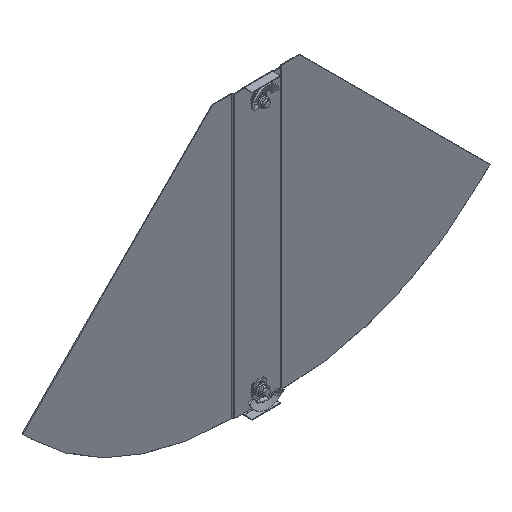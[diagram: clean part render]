
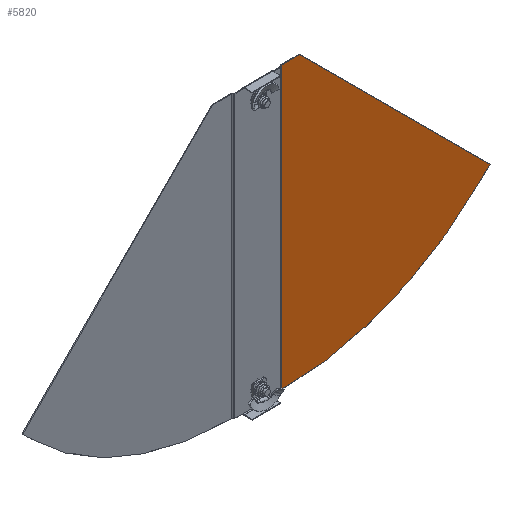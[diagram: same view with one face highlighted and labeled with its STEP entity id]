
A CAD part, isometric view. The second image highlights one B-rep face of the part: STEP entity #5820.
In plain terms, the highlighted planar face has unit normal (0, -1, 0).
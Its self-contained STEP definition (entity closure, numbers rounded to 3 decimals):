
#227 = VERTEX_POINT ( 'NONE', #6547 ) ;
#248 = LINE ( 'NONE', #7494, #6865 ) ;
#291 = LINE ( 'NONE', #2779, #2781 ) ;
#382 = ORIENTED_EDGE ( 'NONE', *, *, #4202, .T. ) ;
#397 = DIRECTION ( 'NONE',  ( 1., 0., 0. ) ) ;
#575 = EDGE_CURVE ( 'NONE', #7452, #3961, #2085, .T. ) ;
#616 = FACE_OUTER_BOUND ( 'NONE', #3429, .T. ) ;
#654 = CARTESIAN_POINT ( 'NONE',  ( 37., -1., -1. ) ) ;
#657 = CARTESIAN_POINT ( 'NONE',  ( 34.835, -1., -395. ) ) ;
#1266 = CARTESIAN_POINT ( 'NONE',  ( 61.2, -1., 0. ) ) ;
#1332 = DIRECTION ( 'NONE',  ( -0.707, 0., 0.707 ) ) ;
#1341 = ORIENTED_EDGE ( 'NONE', *, *, #2996, .T. ) ;
#1779 = PLANE ( 'NONE',  #7680 ) ;
#1865 = LINE ( 'NONE', #1266, #2565 ) ;
#2085 = CIRCLE ( 'NONE', #2294, 394. ) ;
#2090 = EDGE_CURVE ( 'NONE', #227, #5537, #1865, .T. ) ;
#2294 = AXIS2_PLACEMENT_3D ( 'NONE', #4911, #3656, #5467 ) ;
#2496 = CARTESIAN_POINT ( 'NONE',  ( 314.835, -1., -280.363 ) ) ;
#2518 = LINE ( 'NONE', #6239, #7632 ) ;
#2565 = VECTOR ( 'NONE', #3670, 1000. ) ;
#2627 = VERTEX_POINT ( 'NONE', #6828 ) ;
#2779 = CARTESIAN_POINT ( 'NONE',  ( 314.835, -1., -280.363 ) ) ;
#2781 = VECTOR ( 'NONE', #4707, 1000. ) ;
#2996 = EDGE_CURVE ( 'NONE', #2627, #227, #248, .T. ) ;
#3029 = DIRECTION ( 'NONE',  ( 0., 0., 1. ) ) ;
#3090 = EDGE_CURVE ( 'NONE', #5361, #5537, #2518, .T. ) ;
#3165 = ORIENTED_EDGE ( 'NONE', *, *, #3090, .F. ) ;
#3262 = VECTOR ( 'NONE', #397, 1000. ) ;
#3429 = EDGE_LOOP ( 'NONE', ( #382, #5339, #6459, #1341, #5245, #3165 ) ) ;
#3656 = DIRECTION ( 'NONE',  ( 0., -1., 0. ) ) ;
#3670 = DIRECTION ( 'NONE',  ( -1., 0., 0. ) ) ;
#3788 = CARTESIAN_POINT ( 'NONE',  ( 37., -1., -395. ) ) ;
#3961 = VERTEX_POINT ( 'NONE', #2496 ) ;
#4202 = EDGE_CURVE ( 'NONE', #5361, #7452, #7261, .T. ) ;
#4476 = DIRECTION ( 'NONE',  ( 0., 0., 1. ) ) ;
#4707 = DIRECTION ( 'NONE',  ( 0.707, 0., 0.707 ) ) ;
#4911 = CARTESIAN_POINT ( 'NONE',  ( 37., -1., -1. ) ) ;
#5245 = ORIENTED_EDGE ( 'NONE', *, *, #2090, .T. ) ;
#5269 = CARTESIAN_POINT ( 'NONE',  ( 34.835, -1., 0. ) ) ;
#5339 = ORIENTED_EDGE ( 'NONE', *, *, #575, .T. ) ;
#5361 = VERTEX_POINT ( 'NONE', #657 ) ;
#5467 = DIRECTION ( 'NONE',  ( 0., 0., 1. ) ) ;
#5528 = DIRECTION ( 'NONE',  ( 0., 1., 0. ) ) ;
#5537 = VERTEX_POINT ( 'NONE', #5269 ) ;
#5550 = EDGE_CURVE ( 'NONE', #3961, #2627, #291, .T. ) ;
#5820 = ADVANCED_FACE ( 'NONE', ( #616 ), #1779, .F. ) ;
#6239 = CARTESIAN_POINT ( 'NONE',  ( 34.835, -1., -1. ) ) ;
#6459 = ORIENTED_EDGE ( 'NONE', *, *, #5550, .T. ) ;
#6547 = CARTESIAN_POINT ( 'NONE',  ( 61.2, -1., 0. ) ) ;
#6828 = CARTESIAN_POINT ( 'NONE',  ( 328.199, -1., -266.999 ) ) ;
#6865 = VECTOR ( 'NONE', #1332, 1000. ) ;
#7261 = LINE ( 'NONE', #7853, #3262 ) ;
#7452 = VERTEX_POINT ( 'NONE', #3788 ) ;
#7494 = CARTESIAN_POINT ( 'NONE',  ( 328.199, -1., -266.999 ) ) ;
#7632 = VECTOR ( 'NONE', #4476, 1000. ) ;
#7680 = AXIS2_PLACEMENT_3D ( 'NONE', #654, #5528, #3029 ) ;
#7853 = CARTESIAN_POINT ( 'NONE',  ( 0., -1., -395. ) ) ;
